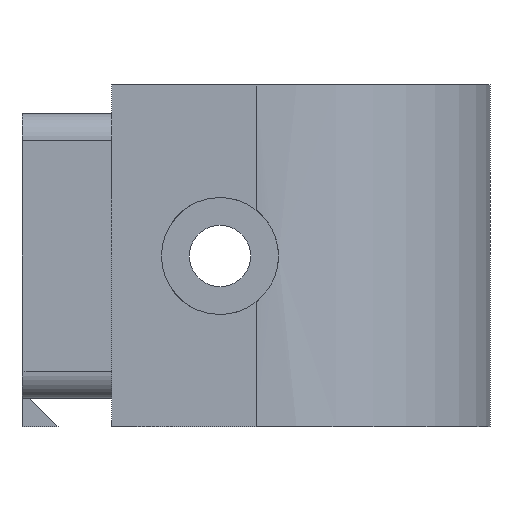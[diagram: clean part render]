
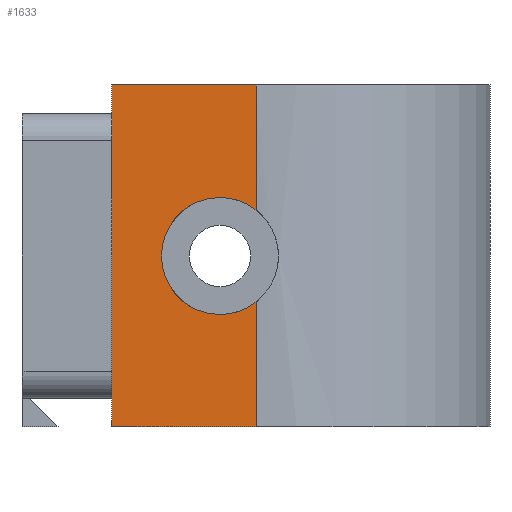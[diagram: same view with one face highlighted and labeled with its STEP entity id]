
A CAD part, left-side view. The second image highlights one B-rep face of the part: STEP entity #1633.
In plain terms, the highlighted planar face has unit normal (-1, 0, 0).
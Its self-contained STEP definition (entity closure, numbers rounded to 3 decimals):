
#497 = PLANE('',#498);
#498 = AXIS2_PLACEMENT_3D('',#499,#500,#501);
#499 = CARTESIAN_POINT('',(0.,0.,-9.5));
#500 = DIRECTION('',(0.,-1.,0.));
#501 = DIRECTION('',(-1.,0.,0.));
#752 = VERTEX_POINT('',#753);
#753 = CARTESIAN_POINT('',(-15.,0.,9.5));
#767 = PLANE('',#768);
#768 = AXIS2_PLACEMENT_3D('',#769,#770,#771);
#769 = CARTESIAN_POINT('',(0.,0.,9.5));
#770 = DIRECTION('',(0.,0.,-1.));
#771 = DIRECTION('',(-1.,0.,0.));
#779 = EDGE_CURVE('',#780,#752,#782,.T.);
#780 = VERTEX_POINT('',#781);
#781 = CARTESIAN_POINT('',(-15.,0.,-9.5));
#782 = SURFACE_CURVE('',#783,(#787,#794),.PCURVE_S1.);
#783 = LINE('',#784,#785);
#784 = CARTESIAN_POINT('',(-15.,0.,-9.5));
#785 = VECTOR('',#786,1.);
#786 = DIRECTION('',(0.,0.,1.));
#787 = PCURVE('',#497,#788);
#788 = DEFINITIONAL_REPRESENTATION('',(#789),#793);
#789 = LINE('',#790,#791);
#790 = CARTESIAN_POINT('',(15.,0.));
#791 = VECTOR('',#792,1.);
#792 = DIRECTION('',(0.,-1.));
#793 = ( GEOMETRIC_REPRESENTATION_CONTEXT(2) 
PARAMETRIC_REPRESENTATION_CONTEXT() REPRESENTATION_CONTEXT('2D SPACE',''
  ) );
#794 = PCURVE('',#795,#800);
#795 = PLANE('',#796);
#796 = AXIS2_PLACEMENT_3D('',#797,#798,#799);
#797 = CARTESIAN_POINT('',(-15.,0.,-9.5));
#798 = DIRECTION('',(1.,0.,0.));
#799 = DIRECTION('',(0.,-1.,0.));
#800 = DEFINITIONAL_REPRESENTATION('',(#801),#805);
#801 = LINE('',#802,#803);
#802 = CARTESIAN_POINT('',(0.,0.));
#803 = VECTOR('',#804,1.);
#804 = DIRECTION('',(0.,-1.));
#805 = ( GEOMETRIC_REPRESENTATION_CONTEXT(2) 
PARAMETRIC_REPRESENTATION_CONTEXT() REPRESENTATION_CONTEXT('2D SPACE',''
  ) );
#821 = PLANE('',#822);
#822 = AXIS2_PLACEMENT_3D('',#823,#824,#825);
#823 = CARTESIAN_POINT('',(0.,0.,-9.5));
#824 = DIRECTION('',(0.,0.,-1.));
#825 = DIRECTION('',(-1.,0.,0.));
#1316 = EDGE_CURVE('',#780,#1317,#1319,.T.);
#1317 = VERTEX_POINT('',#1318);
#1318 = CARTESIAN_POINT('',(-15.,-8.,-9.5));
#1319 = SURFACE_CURVE('',#1320,(#1324,#1331),.PCURVE_S1.);
#1320 = LINE('',#1321,#1322);
#1321 = CARTESIAN_POINT('',(-15.,0.,-9.5));
#1322 = VECTOR('',#1323,1.);
#1323 = DIRECTION('',(0.,-1.,0.));
#1324 = PCURVE('',#821,#1325);
#1325 = DEFINITIONAL_REPRESENTATION('',(#1326),#1330);
#1326 = LINE('',#1327,#1328);
#1327 = CARTESIAN_POINT('',(15.,0.));
#1328 = VECTOR('',#1329,1.);
#1329 = DIRECTION('',(0.,-1.));
#1330 = ( GEOMETRIC_REPRESENTATION_CONTEXT(2) 
PARAMETRIC_REPRESENTATION_CONTEXT() REPRESENTATION_CONTEXT('2D SPACE',''
  ) );
#1331 = PCURVE('',#795,#1332);
#1332 = DEFINITIONAL_REPRESENTATION('',(#1333),#1337);
#1333 = LINE('',#1334,#1335);
#1334 = CARTESIAN_POINT('',(0.,0.));
#1335 = VECTOR('',#1336,1.);
#1336 = DIRECTION('',(1.,0.));
#1337 = ( GEOMETRIC_REPRESENTATION_CONTEXT(2) 
PARAMETRIC_REPRESENTATION_CONTEXT() REPRESENTATION_CONTEXT('2D SPACE',''
  ) );
#1360 = CYLINDRICAL_SURFACE('',#1361,13.);
#1361 = AXIS2_PLACEMENT_3D('',#1362,#1363,#1364);
#1362 = CARTESIAN_POINT('',(-2.,-8.,-9.5));
#1363 = DIRECTION('',(-0.,-0.,-1.));
#1364 = DIRECTION('',(1.,0.,0.));
#1487 = EDGE_CURVE('',#752,#1488,#1490,.T.);
#1488 = VERTEX_POINT('',#1489);
#1489 = CARTESIAN_POINT('',(-15.,-8.,9.5));
#1490 = SURFACE_CURVE('',#1491,(#1495,#1502),.PCURVE_S1.);
#1491 = LINE('',#1492,#1493);
#1492 = CARTESIAN_POINT('',(-15.,0.,9.5));
#1493 = VECTOR('',#1494,1.);
#1494 = DIRECTION('',(0.,-1.,0.));
#1495 = PCURVE('',#767,#1496);
#1496 = DEFINITIONAL_REPRESENTATION('',(#1497),#1501);
#1497 = LINE('',#1498,#1499);
#1498 = CARTESIAN_POINT('',(15.,0.));
#1499 = VECTOR('',#1500,1.);
#1500 = DIRECTION('',(0.,-1.));
#1501 = ( GEOMETRIC_REPRESENTATION_CONTEXT(2) 
PARAMETRIC_REPRESENTATION_CONTEXT() REPRESENTATION_CONTEXT('2D SPACE',''
  ) );
#1502 = PCURVE('',#795,#1503);
#1503 = DEFINITIONAL_REPRESENTATION('',(#1504),#1508);
#1504 = LINE('',#1505,#1506);
#1505 = CARTESIAN_POINT('',(0.,-19.));
#1506 = VECTOR('',#1507,1.);
#1507 = DIRECTION('',(1.,0.));
#1508 = ( GEOMETRIC_REPRESENTATION_CONTEXT(2) 
PARAMETRIC_REPRESENTATION_CONTEXT() REPRESENTATION_CONTEXT('2D SPACE',''
  ) );
#1633 = ADVANCED_FACE('',(#1634),#795,.F.);
#1634 = FACE_BOUND('',#1635,.F.);
#1635 = EDGE_LOOP('',(#1636,#1637,#1638,#1639,#1662,#1695));
#1636 = ORIENTED_EDGE('',*,*,#1316,.F.);
#1637 = ORIENTED_EDGE('',*,*,#779,.T.);
#1638 = ORIENTED_EDGE('',*,*,#1487,.T.);
#1639 = ORIENTED_EDGE('',*,*,#1640,.F.);
#1640 = EDGE_CURVE('',#1641,#1488,#1643,.T.);
#1641 = VERTEX_POINT('',#1642);
#1642 = CARTESIAN_POINT('',(-15.,-8.,2.562));
#1643 = SURFACE_CURVE('',#1644,(#1648,#1655),.PCURVE_S1.);
#1644 = LINE('',#1645,#1646);
#1645 = CARTESIAN_POINT('',(-15.,-8.,-9.5));
#1646 = VECTOR('',#1647,1.);
#1647 = DIRECTION('',(0.,0.,1.));
#1648 = PCURVE('',#795,#1649);
#1649 = DEFINITIONAL_REPRESENTATION('',(#1650),#1654);
#1650 = LINE('',#1651,#1652);
#1651 = CARTESIAN_POINT('',(8.,0.));
#1652 = VECTOR('',#1653,1.);
#1653 = DIRECTION('',(0.,-1.));
#1654 = ( GEOMETRIC_REPRESENTATION_CONTEXT(2) 
PARAMETRIC_REPRESENTATION_CONTEXT() REPRESENTATION_CONTEXT('2D SPACE',''
  ) );
#1655 = PCURVE('',#1360,#1656);
#1656 = DEFINITIONAL_REPRESENTATION('',(#1657),#1661);
#1657 = LINE('',#1658,#1659);
#1658 = CARTESIAN_POINT('',(-3.142,0.));
#1659 = VECTOR('',#1660,1.);
#1660 = DIRECTION('',(-0.,-1.));
#1661 = ( GEOMETRIC_REPRESENTATION_CONTEXT(2) 
PARAMETRIC_REPRESENTATION_CONTEXT() REPRESENTATION_CONTEXT('2D SPACE',''
  ) );
#1662 = ORIENTED_EDGE('',*,*,#1663,.T.);
#1663 = EDGE_CURVE('',#1641,#1664,#1666,.T.);
#1664 = VERTEX_POINT('',#1665);
#1665 = CARTESIAN_POINT('',(-15.,-8.,-2.562));
#1666 = SURFACE_CURVE('',#1667,(#1672,#1683),.PCURVE_S1.);
#1667 = CIRCLE('',#1668,3.25);
#1668 = AXIS2_PLACEMENT_3D('',#1669,#1670,#1671);
#1669 = CARTESIAN_POINT('',(-15.,-6.,0.));
#1670 = DIRECTION('',(-1.,0.,0.));
#1671 = DIRECTION('',(0.,-1.,0.));
#1672 = PCURVE('',#795,#1673);
#1673 = DEFINITIONAL_REPRESENTATION('',(#1674),#1682);
#1674 = ( BOUNDED_CURVE() B_SPLINE_CURVE(2,(#1675,#1676,#1677,#1678,
#1679,#1680,#1681),.UNSPECIFIED.,.T.,.F.) B_SPLINE_CURVE_WITH_KNOTS((1,2
    ,2,2,2,1),(-2.094,0.,2.094,4.189,
6.283,8.378),.UNSPECIFIED.) CURVE() 
GEOMETRIC_REPRESENTATION_ITEM() RATIONAL_B_SPLINE_CURVE((1.,0.5,1.,0.5,
1.,0.5,1.)) REPRESENTATION_ITEM('') );
#1675 = CARTESIAN_POINT('',(9.25,-9.5));
#1676 = CARTESIAN_POINT('',(9.25,-15.129));
#1677 = CARTESIAN_POINT('',(4.375,-12.315));
#1678 = CARTESIAN_POINT('',(-0.5,-9.5));
#1679 = CARTESIAN_POINT('',(4.375,-6.685));
#1680 = CARTESIAN_POINT('',(9.25,-3.871));
#1681 = CARTESIAN_POINT('',(9.25,-9.5));
#1682 = ( GEOMETRIC_REPRESENTATION_CONTEXT(2) 
PARAMETRIC_REPRESENTATION_CONTEXT() REPRESENTATION_CONTEXT('2D SPACE',''
  ) );
#1683 = PCURVE('',#1684,#1689);
#1684 = CYLINDRICAL_SURFACE('',#1685,3.25);
#1685 = AXIS2_PLACEMENT_3D('',#1686,#1687,#1688);
#1686 = CARTESIAN_POINT('',(-15.,-6.,0.));
#1687 = DIRECTION('',(-1.,0.,0.));
#1688 = DIRECTION('',(0.,-1.,0.));
#1689 = DEFINITIONAL_REPRESENTATION('',(#1690),#1694);
#1690 = LINE('',#1691,#1692);
#1691 = CARTESIAN_POINT('',(0.,0.));
#1692 = VECTOR('',#1693,1.);
#1693 = DIRECTION('',(1.,0.));
#1694 = ( GEOMETRIC_REPRESENTATION_CONTEXT(2) 
PARAMETRIC_REPRESENTATION_CONTEXT() REPRESENTATION_CONTEXT('2D SPACE',''
  ) );
#1695 = ORIENTED_EDGE('',*,*,#1696,.F.);
#1696 = EDGE_CURVE('',#1317,#1664,#1697,.T.);
#1697 = SURFACE_CURVE('',#1698,(#1702,#1709),.PCURVE_S1.);
#1698 = LINE('',#1699,#1700);
#1699 = CARTESIAN_POINT('',(-15.,-8.,-9.5));
#1700 = VECTOR('',#1701,1.);
#1701 = DIRECTION('',(0.,0.,1.));
#1702 = PCURVE('',#795,#1703);
#1703 = DEFINITIONAL_REPRESENTATION('',(#1704),#1708);
#1704 = LINE('',#1705,#1706);
#1705 = CARTESIAN_POINT('',(8.,0.));
#1706 = VECTOR('',#1707,1.);
#1707 = DIRECTION('',(0.,-1.));
#1708 = ( GEOMETRIC_REPRESENTATION_CONTEXT(2) 
PARAMETRIC_REPRESENTATION_CONTEXT() REPRESENTATION_CONTEXT('2D SPACE',''
  ) );
#1709 = PCURVE('',#1360,#1710);
#1710 = DEFINITIONAL_REPRESENTATION('',(#1711),#1715);
#1711 = LINE('',#1712,#1713);
#1712 = CARTESIAN_POINT('',(-3.142,0.));
#1713 = VECTOR('',#1714,1.);
#1714 = DIRECTION('',(-0.,-1.));
#1715 = ( GEOMETRIC_REPRESENTATION_CONTEXT(2) 
PARAMETRIC_REPRESENTATION_CONTEXT() REPRESENTATION_CONTEXT('2D SPACE',''
  ) );
